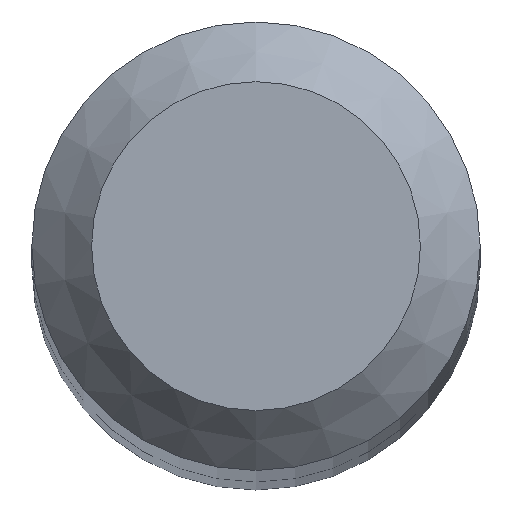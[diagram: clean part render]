
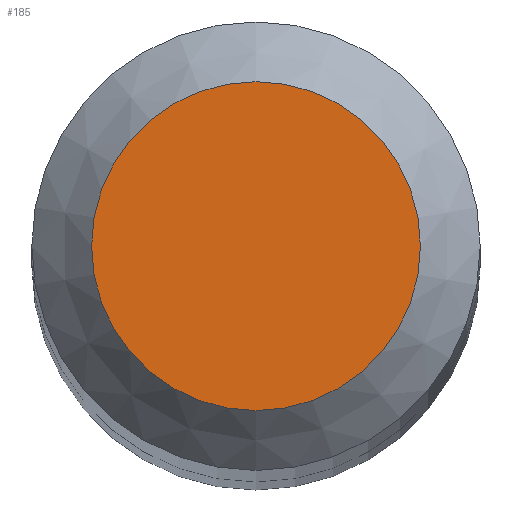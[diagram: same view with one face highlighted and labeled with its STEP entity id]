
A CAD part, top view. The second image highlights one B-rep face of the part: STEP entity #185.
In plain terms, the highlighted planar face has unit normal (0, 0, 1).
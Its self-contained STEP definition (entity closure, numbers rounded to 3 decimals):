
#14 = CARTESIAN_POINT ( 'NONE',  ( 0., 0., 38. ) ) ;
#20 = AXIS2_PLACEMENT_3D ( 'NONE', #166, #121, #195 ) ;
#50 = EDGE_CURVE ( 'NONE', #155, #155, #153, .T. ) ;
#56 = PLANE ( 'NONE',  #20 ) ;
#62 = DIRECTION ( 'NONE',  ( 0., 1., 0. ) ) ;
#64 = EDGE_LOOP ( 'NONE', ( #165 ) ) ;
#90 = DIRECTION ( 'NONE',  ( 0., 0., -1. ) ) ;
#114 = AXIS2_PLACEMENT_3D ( 'NONE', #14, #90, #62 ) ;
#121 = DIRECTION ( 'NONE',  ( 0., 0., -1. ) ) ;
#152 = FACE_OUTER_BOUND ( 'NONE', #64, .T. ) ;
#153 = CIRCLE ( 'NONE', #114, 0.55 ) ;
#155 = VERTEX_POINT ( 'NONE', #168 ) ;
#165 = ORIENTED_EDGE ( 'NONE', *, *, #50, .F. ) ;
#166 = CARTESIAN_POINT ( 'NONE',  ( 0., 0., 38. ) ) ;
#168 = CARTESIAN_POINT ( 'NONE',  ( 0., 0.55, 38. ) ) ;
#185 = ADVANCED_FACE ( 'NONE', ( #152 ), #56, .F. ) ;
#195 = DIRECTION ( 'NONE',  ( 0., 1., 0. ) ) ;
